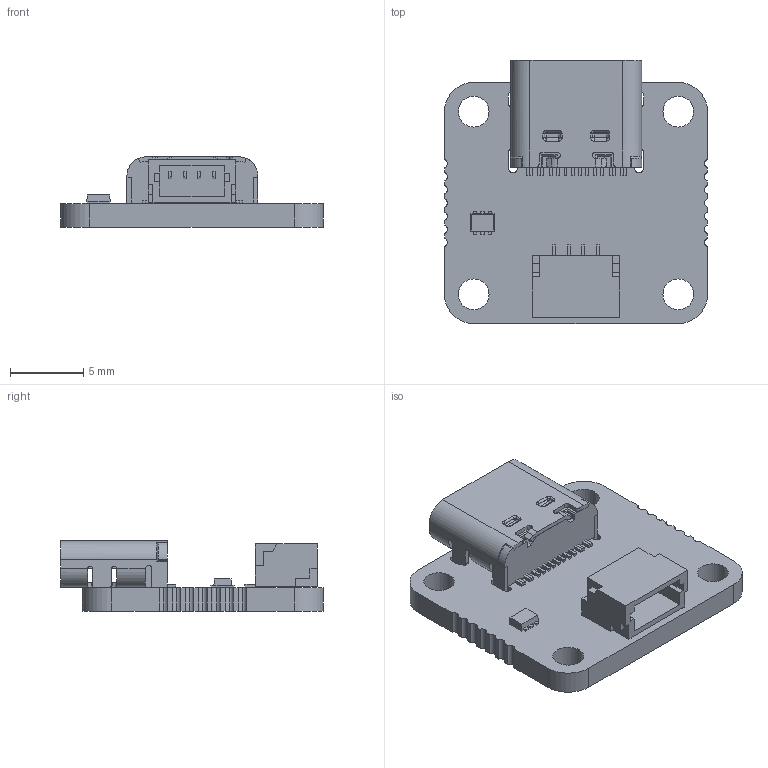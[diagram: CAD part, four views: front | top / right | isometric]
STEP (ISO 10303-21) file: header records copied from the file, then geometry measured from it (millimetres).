
FILE_DESCRIPTION(('KiCad electronic assembly'),'2;1');
FILE_NAME('u1.step','2022-11-12T16:05:41',('Pcbnew'),('Kicad'), 'Open CASCADE STEP processor 7.6','KiCad to STEP converter','Unknown' );
FILE_SCHEMA(('AUTOMOTIVE_DESIGN { 1 0 10303 214 1 1 1 1 }'));
Length unit declared in the file: millimetre
Products named in the file (8): u1 1; HRO_TYPE-C-31-M-12_colored; COMPOUND; SOT-666; SOLID; SM04B-SRSS-TB.step.colored; u1 PCB
Assembly tree (7 placements, depth 3):
  u1 1
    HRO_TYPE-C-31-M-12_colored
      COMPOUND
    SOT-666
      SOLID
    SM04B-SRSS-TB.step.colored
      SOLID
    u1 PCB
Bounding box: 18 x 18 x 4.81 mm (x, y, z)
Volume: 583.4 mm3; surface area: 1428.8 mm2
Topology: 7 solids, 7 shells, 781 faces, 1995 edges, 1208 vertices
Faces by surface type: plane 481, cylinder 220, sphere 32, torus 28, bspline 14, cone 6
Full cylindrical faces by diameter (mm): 0.65 x2, 2.1 x4
Entity records: 51039 total; most frequent: CARTESIAN_POINT 10446, DIRECTION 7601, LINE 4947, VECTOR 4947, ORIENTED_EDGE 3926, PCURVE 3926, DEFINITIONAL_REPRESENTATION 3926, EDGE_CURVE 1963
